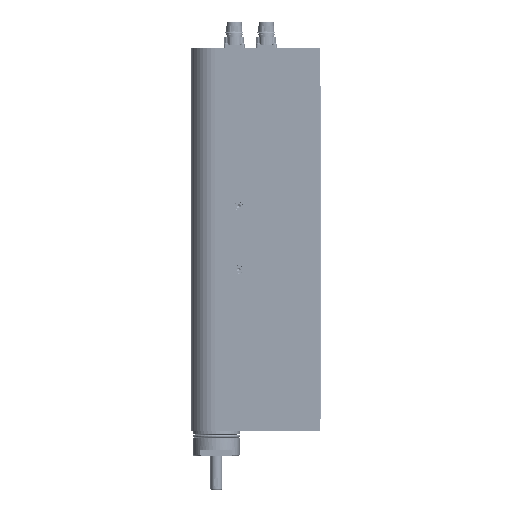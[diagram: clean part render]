
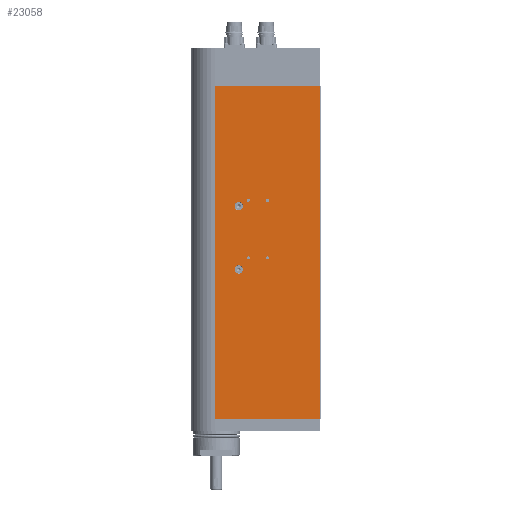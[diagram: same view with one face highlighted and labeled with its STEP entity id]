
A CAD part, front view. The second image highlights one B-rep face of the part: STEP entity #23058.
In plain terms, the highlighted planar face has unit normal (0, -1, 0).
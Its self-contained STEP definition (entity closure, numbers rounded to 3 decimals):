
#304 = EDGE_LOOP ( 'NONE', ( #35402 ) ) ;
#604 = DIRECTION ( 'NONE',  ( 0., 0., 1. ) ) ;
#998 = EDGE_CURVE ( 'NONE', #72729, #59514, #14160, .T. ) ;
#3467 = DIRECTION ( 'NONE',  ( 1., 0., 0. ) ) ;
#5940 = DIRECTION ( 'NONE',  ( 0., 0., -1. ) ) ;
#7813 = FACE_BOUND ( 'NONE', #76778, .T. ) ;
#8069 = AXIS2_PLACEMENT_3D ( 'NONE', #74627, #66346, #35254 ) ;
#8507 = CIRCLE ( 'NONE', #68077, 1.65 ) ;
#9888 = EDGE_CURVE ( 'NONE', #10153, #10153, #28001, .T. ) ;
#10153 = VERTEX_POINT ( 'NONE', #96696 ) ;
#12189 = VERTEX_POINT ( 'NONE', #88931 ) ;
#12607 = CARTESIAN_POINT ( 'NONE',  ( -42.5, -25., 0. ) ) ;
#12721 = VECTOR ( 'NONE', #5940, 1000. ) ;
#13583 = CARTESIAN_POINT ( 'NONE',  ( -18., -25., 151.6 ) ) ;
#13945 = CARTESIAN_POINT ( 'NONE',  ( -18., -25., 217.6 ) ) ;
#14056 = EDGE_LOOP ( 'NONE', ( #77656, #66133, #47217, #50735 ) ) ;
#14160 = LINE ( 'NONE', #44732, #12721 ) ;
#14163 = DIRECTION ( 'NONE',  ( 0., -1., 0. ) ) ;
#14519 = FACE_BOUND ( 'NONE', #45605, .T. ) ;
#15583 = VERTEX_POINT ( 'NONE', #76776 ) ;
#15958 = AXIS2_PLACEMENT_3D ( 'NONE', #37613, #22566, #69200 ) ;
#16038 = FACE_BOUND ( 'NONE', #97945, .T. ) ;
#17734 = EDGE_CURVE ( 'NONE', #21852, #21852, #85502, .T. ) ;
#18917 = LINE ( 'NONE', #82684, #45919 ) ;
#20295 = VERTEX_POINT ( 'NONE', #94584 ) ;
#21852 = VERTEX_POINT ( 'NONE', #13583 ) ;
#22566 = DIRECTION ( 'NONE',  ( 0., -1., 0. ) ) ;
#22800 = FACE_OUTER_BOUND ( 'NONE', #14056, .T. ) ;
#22892 = VERTEX_POINT ( 'NONE', #53470 ) ;
#23058 = ADVANCED_FACE ( 'NONE', ( #7813, #14519, #30564, #54903, #16038, #48125, #22800 ), #55408, .F. ) ;
#26484 = CARTESIAN_POINT ( 'NONE',  ( -42.5, -25., 347. ) ) ;
#28001 = CIRCLE ( 'NONE', #46157, 1.65 ) ;
#29195 = DIRECTION ( 'NONE',  ( 1., 0., 0. ) ) ;
#29489 = VERTEX_POINT ( 'NONE', #13945 ) ;
#30564 = FACE_BOUND ( 'NONE', #98216, .T. ) ;
#31867 = CARTESIAN_POINT ( 'NONE',  ( -8., -25., 168. ) ) ;
#32895 = DIRECTION ( 'NONE',  ( 0., 0., -1. ) ) ;
#35254 = DIRECTION ( 'NONE',  ( 0., 0., -1. ) ) ;
#35402 = ORIENTED_EDGE ( 'NONE', *, *, #61022, .F. ) ;
#35955 = CARTESIAN_POINT ( 'NONE',  ( -67.5, -25., 347. ) ) ;
#37613 = CARTESIAN_POINT ( 'NONE',  ( -18., -25., 156. ) ) ;
#38765 = AXIS2_PLACEMENT_3D ( 'NONE', #67213, #43884, #75503 ) ;
#41000 = EDGE_CURVE ( 'NONE', #22892, #22892, #8507, .T. ) ;
#43884 = DIRECTION ( 'NONE',  ( 0., -1., 0. ) ) ;
#44729 = LINE ( 'NONE', #35955, #70638 ) ;
#44732 = CARTESIAN_POINT ( 'NONE',  ( -42.5, -25., 347. ) ) ;
#45175 = CIRCLE ( 'NONE', #53463, 1.65 ) ;
#45378 = EDGE_LOOP ( 'NONE', ( #91154 ) ) ;
#45605 = EDGE_LOOP ( 'NONE', ( #64615 ) ) ;
#45919 = VECTOR ( 'NONE', #3467, 1000. ) ;
#46157 = AXIS2_PLACEMENT_3D ( 'NONE', #77390, #14163, #53005 ) ;
#47217 = ORIENTED_EDGE ( 'NONE', *, *, #50975, .F. ) ;
#48125 = FACE_BOUND ( 'NONE', #45378, .T. ) ;
#48657 = CIRCLE ( 'NONE', #38765, 4.4 ) ;
#50735 = ORIENTED_EDGE ( 'NONE', *, *, #998, .T. ) ;
#50975 = EDGE_CURVE ( 'NONE', #72729, #20295, #44729, .T. ) ;
#51960 = VERTEX_POINT ( 'NONE', #99296 ) ;
#53005 = DIRECTION ( 'NONE',  ( 0., 0., -1. ) ) ;
#53055 = DIRECTION ( 'NONE',  ( 0., 0., -1. ) ) ;
#53463 = AXIS2_PLACEMENT_3D ( 'NONE', #99772, #74889, #53055 ) ;
#53470 = CARTESIAN_POINT ( 'NONE',  ( -8., -25., 166.35 ) ) ;
#54903 = FACE_BOUND ( 'NONE', #304, .T. ) ;
#55408 = PLANE ( 'NONE',  #95458 ) ;
#59514 = VERTEX_POINT ( 'NONE', #12607 ) ;
#61022 = EDGE_CURVE ( 'NONE', #15583, #15583, #45175, .T. ) ;
#64190 = ORIENTED_EDGE ( 'NONE', *, *, #9888, .F. ) ;
#64615 = ORIENTED_EDGE ( 'NONE', *, *, #91335, .F. ) ;
#66133 = ORIENTED_EDGE ( 'NONE', *, *, #84295, .T. ) ;
#66346 = DIRECTION ( 'NONE',  ( 0., -1., 0. ) ) ;
#67213 = CARTESIAN_POINT ( 'NONE',  ( -18., -25., 222. ) ) ;
#68077 = AXIS2_PLACEMENT_3D ( 'NONE', #31867, #86337, #32895 ) ;
#69200 = DIRECTION ( 'NONE',  ( 0., 0., -1. ) ) ;
#70638 = VECTOR ( 'NONE', #29195, 1000. ) ;
#72729 = VERTEX_POINT ( 'NONE', #26484 ) ;
#74402 = EDGE_CURVE ( 'NONE', #29489, #29489, #48657, .T. ) ;
#74627 = CARTESIAN_POINT ( 'NONE',  ( -8., -25., 228. ) ) ;
#74889 = DIRECTION ( 'NONE',  ( 0., -1., 0. ) ) ;
#75503 = DIRECTION ( 'NONE',  ( 0., 0., -1. ) ) ;
#76333 = VECTOR ( 'NONE', #86391, 1000. ) ;
#76776 = CARTESIAN_POINT ( 'NONE',  ( 12., -25., 226.35 ) ) ;
#76778 = EDGE_LOOP ( 'NONE', ( #79680 ) ) ;
#77390 = CARTESIAN_POINT ( 'NONE',  ( 12., -25., 168. ) ) ;
#77656 = ORIENTED_EDGE ( 'NONE', *, *, #89430, .T. ) ;
#78740 = DIRECTION ( 'NONE',  ( 0., 1., 0. ) ) ;
#79680 = ORIENTED_EDGE ( 'NONE', *, *, #41000, .F. ) ;
#82684 = CARTESIAN_POINT ( 'NONE',  ( -67.5, -25., 0. ) ) ;
#84195 = CIRCLE ( 'NONE', #8069, 1.65 ) ;
#84295 = EDGE_CURVE ( 'NONE', #51960, #20295, #92606, .T. ) ;
#85502 = CIRCLE ( 'NONE', #15958, 4.4 ) ;
#86337 = DIRECTION ( 'NONE',  ( 0., -1., 0. ) ) ;
#86391 = DIRECTION ( 'NONE',  ( 0., 0., 1. ) ) ;
#86587 = CARTESIAN_POINT ( 'NONE',  ( -67.5, -25., 347. ) ) ;
#88931 = CARTESIAN_POINT ( 'NONE',  ( -8., -25., 226.35 ) ) ;
#89430 = EDGE_CURVE ( 'NONE', #59514, #51960, #18917, .T. ) ;
#91154 = ORIENTED_EDGE ( 'NONE', *, *, #17734, .F. ) ;
#91335 = EDGE_CURVE ( 'NONE', #12189, #12189, #84195, .T. ) ;
#92606 = LINE ( 'NONE', #94136, #76333 ) ;
#94136 = CARTESIAN_POINT ( 'NONE',  ( 67., -25., 347. ) ) ;
#94584 = CARTESIAN_POINT ( 'NONE',  ( 67., -25., 347. ) ) ;
#95458 = AXIS2_PLACEMENT_3D ( 'NONE', #86587, #78740, #604 ) ;
#96144 = ORIENTED_EDGE ( 'NONE', *, *, #74402, .F. ) ;
#96696 = CARTESIAN_POINT ( 'NONE',  ( 12., -25., 166.35 ) ) ;
#97945 = EDGE_LOOP ( 'NONE', ( #96144 ) ) ;
#98216 = EDGE_LOOP ( 'NONE', ( #64190 ) ) ;
#99296 = CARTESIAN_POINT ( 'NONE',  ( 67., -25., 0. ) ) ;
#99772 = CARTESIAN_POINT ( 'NONE',  ( 12., -25., 228. ) ) ;
